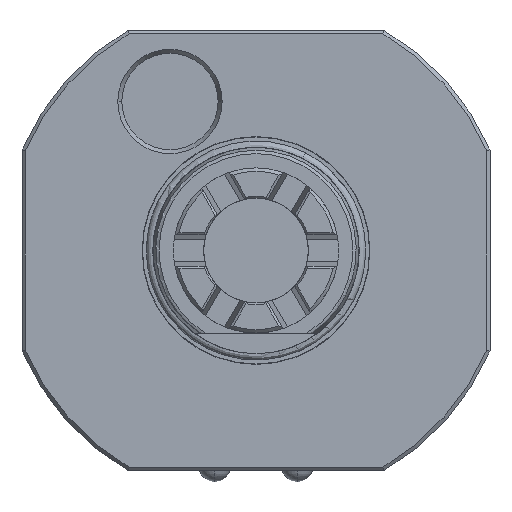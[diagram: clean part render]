
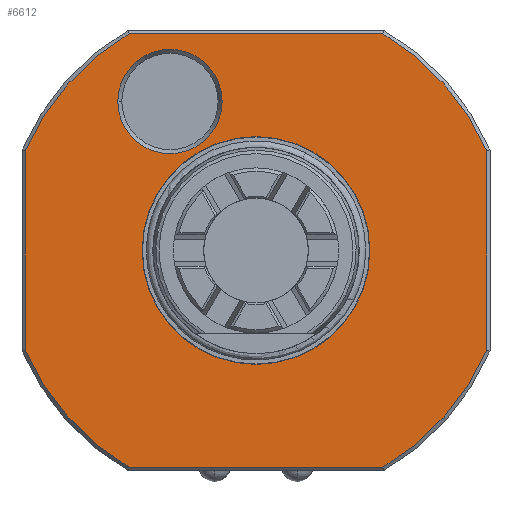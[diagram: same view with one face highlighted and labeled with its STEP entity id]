
A CAD part, left-side view. The second image highlights one B-rep face of the part: STEP entity #6612.
In plain terms, the highlighted planar face has unit normal (-1, 0, 0).
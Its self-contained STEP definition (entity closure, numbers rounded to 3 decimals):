
#234=CARTESIAN_POINT('',(-60.,0.,0.));
#235=DIRECTION('',(1.,0.,0.));
#236=DIRECTION('',(0.,-0.918,-0.397));
#237=AXIS2_PLACEMENT_3D('',#234,#235,#236);
#239=DIRECTION('',(0.,-1.,0.));
#240=VECTOR('',#239,36.878);
#241=CARTESIAN_POINT('',(-60.,18.439,-31.5));
#242=LINE('',#241,#240);
#243=CARTESIAN_POINT('',(-60.,0.,0.));
#244=DIRECTION('',(1.,0.,0.));
#245=DIRECTION('',(0.,0.505,-0.863));
#246=AXIS2_PLACEMENT_3D('',#243,#244,#245);
#248=DIRECTION('',(0.,0.,-1.));
#249=VECTOR('',#248,28.983);
#250=CARTESIAN_POINT('',(-60.,33.5,14.492));
#251=LINE('',#250,#249);
#252=CARTESIAN_POINT('',(-60.,0.,0.));
#253=DIRECTION('',(1.,0.,0.));
#254=DIRECTION('',(0.,0.918,0.397));
#255=AXIS2_PLACEMENT_3D('',#252,#253,#254);
#257=DIRECTION('',(0.,1.,0.));
#258=VECTOR('',#257,36.879);
#259=CARTESIAN_POINT('',(-60.,-18.439,31.5));
#260=LINE('',#259,#258);
#261=CARTESIAN_POINT('',(-60.,0.,0.));
#262=DIRECTION('',(1.,0.,0.));
#263=DIRECTION('',(0.,-0.505,0.863));
#264=AXIS2_PLACEMENT_3D('',#261,#262,#263);
#266=DIRECTION('',(0.,0.,1.));
#267=VECTOR('',#266,28.983);
#268=CARTESIAN_POINT('',(-60.,-33.5,
-14.491));
#269=LINE('',#268,#267);
#270=CARTESIAN_POINT('',(-60.,0.,0.));
#271=DIRECTION('',(1.,0.,0.));
#272=DIRECTION('',(0.,-1.,0.));
#273=AXIS2_PLACEMENT_3D('',#270,#271,#272);
#275=CARTESIAN_POINT('',(-60.,0.,0.));
#276=DIRECTION('',(1.,0.,0.));
#277=DIRECTION('',(0.,1.,0.));
#278=AXIS2_PLACEMENT_3D('',#275,#276,#277);
#280=CARTESIAN_POINT('',(-60.,12.5,21.651));
#281=DIRECTION('',(1.,0.,0.));
#282=DIRECTION('',(0.,-1.,0.));
#283=AXIS2_PLACEMENT_3D('',#280,#281,#282);
#285=CARTESIAN_POINT('',(-60.,12.5,21.651));
#286=DIRECTION('',(1.,0.,0.));
#287=DIRECTION('',(0.,1.,0.));
#288=AXIS2_PLACEMENT_3D('',#285,#286,#287);
#5728=CARTESIAN_POINT('',(-60.,-16.55,0.));
#5729=CARTESIAN_POINT('',(-60.,16.55,0.));
#5730=VERTEX_POINT('',#5728);
#5731=VERTEX_POINT('',#5729);
#5732=CARTESIAN_POINT('',(-60.,4.923,21.651));
#5733=CARTESIAN_POINT('',(-60.,20.077,21.651));
#5734=VERTEX_POINT('',#5732);
#5735=VERTEX_POINT('',#5733);
#5752=CARTESIAN_POINT('',(-60.,-33.5,-14.491));
#5753=CARTESIAN_POINT('',(-60.,-18.439,-31.5));
#5754=VERTEX_POINT('',#5752);
#5755=VERTEX_POINT('',#5753);
#5760=CARTESIAN_POINT('',(-60.,18.439,-31.5));
#5761=CARTESIAN_POINT('',(-60.,33.5,-14.491));
#5762=VERTEX_POINT('',#5760);
#5763=VERTEX_POINT('',#5761);
#5768=CARTESIAN_POINT('',(-60.,33.5,14.492));
#5769=CARTESIAN_POINT('',(-60.,18.44,31.5));
#5770=VERTEX_POINT('',#5768);
#5771=VERTEX_POINT('',#5769);
#5776=CARTESIAN_POINT('',(-60.,-18.44,31.5));
#5777=CARTESIAN_POINT('',(-60.,-33.5,14.492));
#5778=VERTEX_POINT('',#5776);
#5779=VERTEX_POINT('',#5777);
#6578=CARTESIAN_POINT('',(-60.,0.,0.));
#6579=DIRECTION('',(-1.,0.,0.));
#6580=DIRECTION('',(0.,1.,0.));
#6581=AXIS2_PLACEMENT_3D('',#6578,#6579,#6580);
#6582=PLANE('',#6581);
#6584=ORIENTED_EDGE('',*,*,#6583,.T.);
#6586=ORIENTED_EDGE('',*,*,#6585,.F.);
#6588=ORIENTED_EDGE('',*,*,#6587,.T.);
#6590=ORIENTED_EDGE('',*,*,#6589,.F.);
#6591=ORIENTED_EDGE('',*,*,#6568,.T.);
#6593=ORIENTED_EDGE('',*,*,#6592,.F.);
#6595=ORIENTED_EDGE('',*,*,#6594,.T.);
#6597=ORIENTED_EDGE('',*,*,#6596,.F.);
#6598=EDGE_LOOP('',(#6584,#6586,#6588,#6590,#6591,#6593,#6595,#6597));
#6599=FACE_OUTER_BOUND('',#6598,.F.);
#6601=ORIENTED_EDGE('',*,*,#6600,.F.);
#6603=ORIENTED_EDGE('',*,*,#6602,.F.);
#6604=EDGE_LOOP('',(#6601,#6603));
#6605=FACE_BOUND('',#6604,.F.);
#6607=ORIENTED_EDGE('',*,*,#6606,.F.);
#6609=ORIENTED_EDGE('',*,*,#6608,.F.);
#6610=EDGE_LOOP('',(#6607,#6609));
#6611=FACE_BOUND('',#6610,.F.);
#238=CIRCLE('',#237,36.5);
#247=CIRCLE('',#246,36.5);
#256=CIRCLE('',#255,36.501);
#265=CIRCLE('',#264,36.501);
#274=CIRCLE('',#273,16.55);
#279=CIRCLE('',#278,16.55);
#284=CIRCLE('',#283,7.577);
#289=CIRCLE('',#288,7.577);
#6568=EDGE_CURVE('',#5770,#5771,#256,.T.);
#6583=EDGE_CURVE('',#5754,#5755,#238,.T.);
#6585=EDGE_CURVE('',#5762,#5755,#242,.T.);
#6587=EDGE_CURVE('',#5762,#5763,#247,.T.);
#6589=EDGE_CURVE('',#5770,#5763,#251,.T.);
#6592=EDGE_CURVE('',#5778,#5771,#260,.T.);
#6594=EDGE_CURVE('',#5778,#5779,#265,.T.);
#6596=EDGE_CURVE('',#5754,#5779,#269,.T.);
#6600=EDGE_CURVE('',#5730,#5731,#274,.T.);
#6602=EDGE_CURVE('',#5731,#5730,#279,.T.);
#6606=EDGE_CURVE('',#5734,#5735,#284,.T.);
#6608=EDGE_CURVE('',#5735,#5734,#289,.T.);
#6612=ADVANCED_FACE('',(#6599,#6605,#6611),#6582,.T.);
